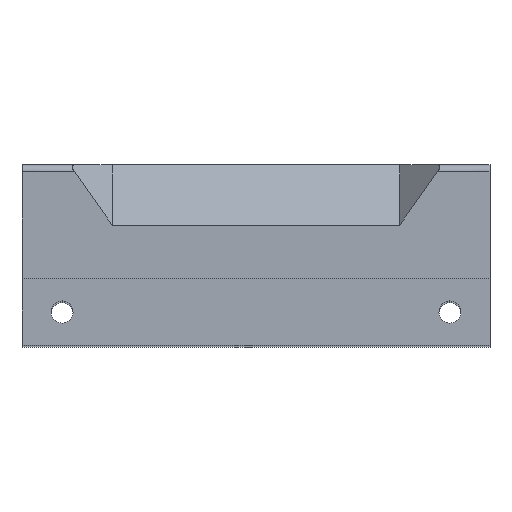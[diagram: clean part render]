
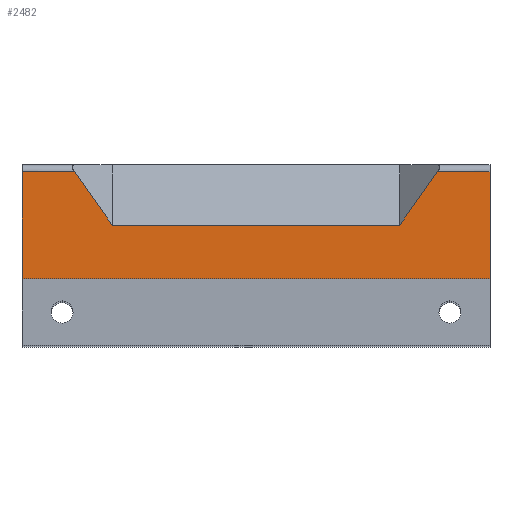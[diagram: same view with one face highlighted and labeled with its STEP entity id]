
A CAD part, top view. The second image highlights one B-rep face of the part: STEP entity #2482.
In plain terms, the highlighted planar face has unit normal (0, 0, 1).
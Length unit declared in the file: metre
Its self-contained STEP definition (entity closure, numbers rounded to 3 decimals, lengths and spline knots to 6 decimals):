
#172=ORIENTED_EDGE('',*,*,#892,.F.);
#173=ORIENTED_EDGE('',*,*,#893,.F.);
#174=ORIENTED_EDGE('',*,*,#894,.T.);
#175=ORIENTED_EDGE('',*,*,#895,.T.);
#176=ORIENTED_EDGE('',*,*,#896,.F.);
#177=ORIENTED_EDGE('',*,*,#897,.F.);
#178=ORIENTED_EDGE('',*,*,#898,.T.);
#179=ORIENTED_EDGE('',*,*,#899,.F.);
#892=EDGE_CURVE('',#1254,#1255,#1490,.T.);
#893=EDGE_CURVE('',#1256,#1254,#1491,.T.);
#894=EDGE_CURVE('',#1256,#1257,#1492,.T.);
#895=EDGE_CURVE('',#1257,#1258,#1493,.T.);
#896=EDGE_CURVE('',#1259,#1258,#1494,.T.);
#897=EDGE_CURVE('',#1260,#1259,#1495,.T.);
#898=EDGE_CURVE('',#1260,#1261,#1496,.T.);
#899=EDGE_CURVE('',#1255,#1261,#1497,.F.);
#1254=VERTEX_POINT('',#3614);
#1255=VERTEX_POINT('',#3615);
#1256=VERTEX_POINT('',#3617);
#1257=VERTEX_POINT('',#3619);
#1258=VERTEX_POINT('',#3621);
#1259=VERTEX_POINT('',#3623);
#1260=VERTEX_POINT('',#3625);
#1261=VERTEX_POINT('',#3627);
#1490=LINE('',#3613,#1780);
#1491=LINE('',#3616,#1781);
#1492=LINE('',#3618,#1782);
#1493=LINE('',#3620,#1783);
#1494=LINE('',#3622,#1784);
#1495=LINE('',#3624,#1785);
#1496=LINE('',#3626,#1786);
#1497=LINE('',#3628,#1787);
#1780=VECTOR('',#2891,1.);
#1781=VECTOR('',#2892,1.);
#1782=VECTOR('',#2893,1.);
#1783=VECTOR('',#2894,1.);
#1784=VECTOR('',#2895,1.);
#1785=VECTOR('',#2896,1.);
#1786=VECTOR('',#2897,1.);
#1787=VECTOR('',#2898,1.);
#2050=EDGE_LOOP('',(#172,#173,#174,#175,#176,#177,#178,#179));
#2226=FACE_BOUND('',#2050,.T.);
#2386=PLANE('',#2631);
#2482=ADVANCED_FACE('',(#2226),#2386,.T.);
#2631=AXIS2_PLACEMENT_3D('',#3612,#2889,#2890);
#2889=DIRECTION('',(0.,0.,1.));
#2890=DIRECTION('',(0.,1.,0.));
#2891=DIRECTION('',(1.,0.,0.));
#2892=DIRECTION('',(0.,1.,0.));
#2893=DIRECTION('',(1.,0.,0.));
#2894=DIRECTION('',(0.,1.,0.));
#2895=DIRECTION('',(1.,0.,0.));
#2896=DIRECTION('',(0.577,0.816,0.));
#2897=DIRECTION('',(-1.,0.,0.));
#2898=DIRECTION('',(-0.577,0.816,0.));
#3612=CARTESIAN_POINT('',(-0.07,0.,0.075));
#3613=CARTESIAN_POINT('',(0.,0.129,0.075));
#3614=CARTESIAN_POINT('',(-0.07,0.129,0.075));
#3615=CARTESIAN_POINT('',(-0.062157,0.129,0.075));
#3616=CARTESIAN_POINT('',(-0.07,0.,0.075));
#3617=CARTESIAN_POINT('',(-0.07,0.113,0.075));
#3618=CARTESIAN_POINT('',(-0.07,0.113,0.075));
#3619=CARTESIAN_POINT('',(0.,0.113,0.075));
#3620=CARTESIAN_POINT('',(0.,0.,0.075));
#3621=CARTESIAN_POINT('',(0.,0.129,0.075));
#3622=CARTESIAN_POINT('',(0.,0.129,0.075));
#3623=CARTESIAN_POINT('',(-0.007843,0.129,0.075));
#3624=CARTESIAN_POINT('',(0.009609,0.153681,0.075));
#3625=CARTESIAN_POINT('',(-0.0135,0.121,0.075));
#3626=CARTESIAN_POINT('',(-0.0075,0.121,0.075));
#3627=CARTESIAN_POINT('',(-0.0565,0.121,0.075));
#3628=CARTESIAN_POINT('',(-0.058621,0.124,0.075));
